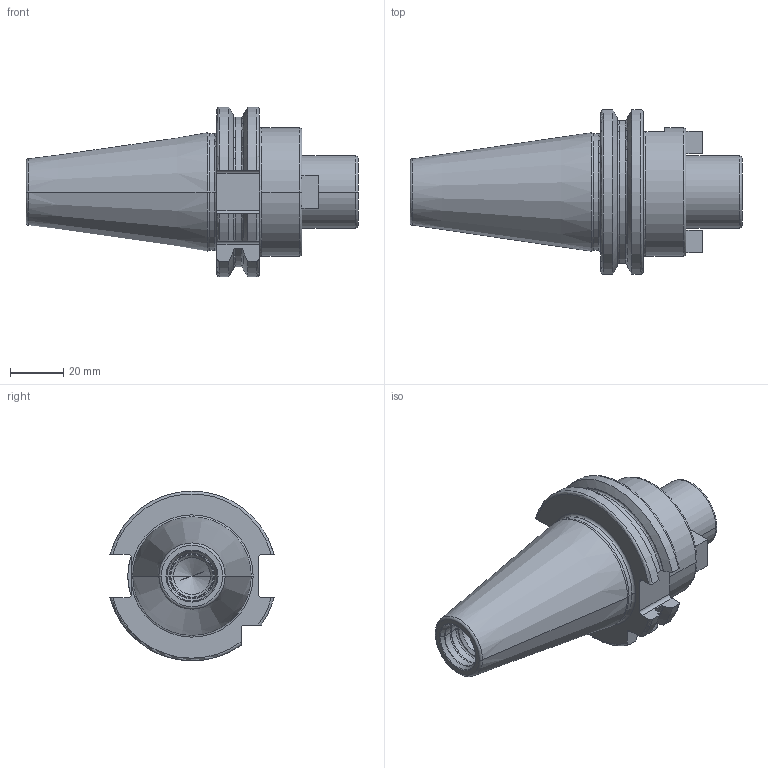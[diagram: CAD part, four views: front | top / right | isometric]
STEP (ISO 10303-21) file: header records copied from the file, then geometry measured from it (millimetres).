
FILE_DESCRIPTION((''),'2;1');
FILE_NAME('40-350-27','2011-08-30T',('mei'),(''),'PRO/ENGINEER BY PARAMETRIC TECHNOLOGY CORPORATION, 2010430','PRO/ENGINEER BY PARAMETRIC TECHNOLOGY CORPORATION, 2010430','');
FILE_SCHEMA(('CONFIG_CONTROL_DESIGN'));
Length unit declared in the file: millimetre
Products named in the file (1): 40-350-27
Bounding box: 124.25 x 61.42 x 63.51 mm (x, y, z)
Volume: 144908.9 mm3; surface area: 26626.9 mm2
Topology: 1 solids, 3 shells, 121 faces, 309 edges, 192 vertices
Faces by surface type: plane 40, cylinder 32, torus 29, cone 20
Entity records: 3906 total; most frequent: CARTESIAN_POINT 921, DIRECTION 646, ORIENTED_EDGE 602, EDGE_CURVE 305, AXIS2_PLACEMENT_3D 260, VERTEX_POINT 192, CIRCLE 138, EDGE_LOOP 127
